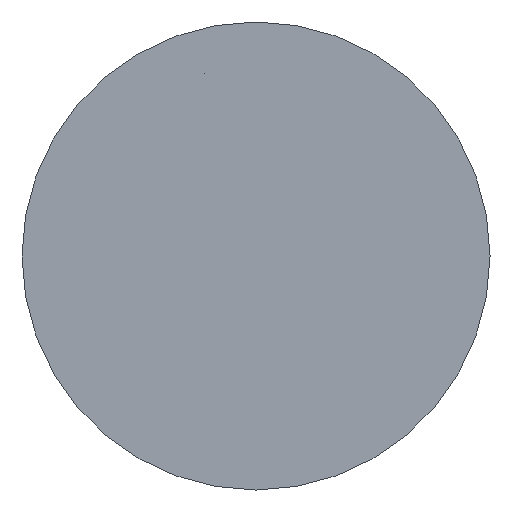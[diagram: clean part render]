
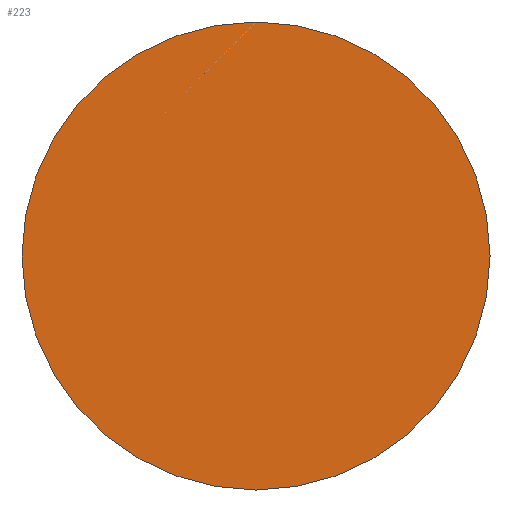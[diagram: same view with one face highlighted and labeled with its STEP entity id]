
A CAD part, front view. The second image highlights one B-rep face of the part: STEP entity #223.
In plain terms, the highlighted planar face has unit normal (0, -1, 0).
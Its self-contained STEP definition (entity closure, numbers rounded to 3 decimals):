
#129=VERTEX_POINT('',#306);
#141=EDGE_CURVE('',#129,#183,#318,.T.);
#183=VERTEX_POINT('',#368);
#223=ADVANCED_FACE('',(#415),#416,.T.);
#237=EDGE_CURVE('',#183,#129,#432,.T.);
#306=CARTESIAN_POINT('',(-7.5,-10.0,0.));
#318=CIRCLE('',#514,7.5);
#368=CARTESIAN_POINT('',(7.5,-10.0,0.));
#415=FACE_OUTER_BOUND('',#629,.T.);
#416=PLANE('',#630);
#432=CIRCLE('',#654,7.5);
#514=AXIS2_PLACEMENT_3D('',#729,#730,#731);
#629=EDGE_LOOP('',(#862,#863));
#630=AXIS2_PLACEMENT_3D('',#864,#865,#866);
#654=AXIS2_PLACEMENT_3D('',#886,#887,#888);
#729=CARTESIAN_POINT('',(0.0,-10.0,0.));
#730=DIRECTION('',(0.0,-1.0,0.));
#731=DIRECTION('',(1.0,0.0,0.0));
#862=ORIENTED_EDGE('',*,*,#237,.T.);
#863=ORIENTED_EDGE('',*,*,#141,.T.);
#864=CARTESIAN_POINT('',(0.0,-10.0,0.));
#865=DIRECTION('',(0.0,-1.0,0.));
#866=DIRECTION('',(1.0,0.0,0.0));
#886=CARTESIAN_POINT('',(0.0,-10.0,0.));
#887=DIRECTION('',(0.0,-1.0,0.));
#888=DIRECTION('',(1.0,0.0,0.0));
